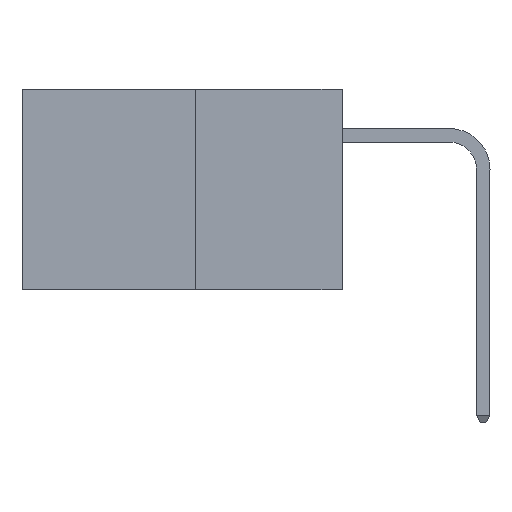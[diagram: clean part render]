
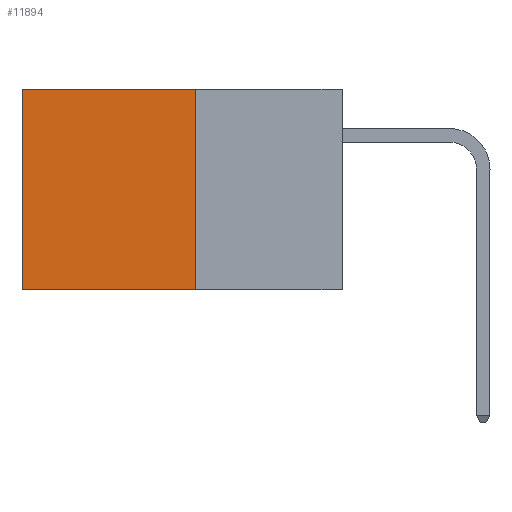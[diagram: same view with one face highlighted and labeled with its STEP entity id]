
A CAD part, left-side view. The second image highlights one B-rep face of the part: STEP entity #11894.
In plain terms, the highlighted planar face has unit normal (-1, 0, 0).
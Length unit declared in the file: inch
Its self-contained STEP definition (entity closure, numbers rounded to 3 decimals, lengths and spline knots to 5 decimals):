
#17 = VERTEX_POINT ( 'NONE', #455 ) ;
#455 = CARTESIAN_POINT ( 'NONE',  ( 0.277, 0.59, 0. ) ) ;
#1731 = ORIENTED_EDGE ( 'NONE', *, *, #3577, .F. ) ;
#1873 = AXIS2_PLACEMENT_3D ( 'NONE', #3548, #12681, #9938 ) ;
#1943 = VERTEX_POINT ( 'NONE', #7669 ) ;
#1987 = DIRECTION ( 'NONE',  ( 0., 0., -1. ) ) ;
#1992 = LINE ( 'NONE', #9957, #2416 ) ;
#2416 = VECTOR ( 'NONE', #1987, 39.37008 ) ;
#2915 = CARTESIAN_POINT ( 'NONE',  ( 0.277, 0.59, -0.37 ) ) ;
#2978 = CARTESIAN_POINT ( 'NONE',  ( 0.277, 0.27, 0. ) ) ;
#3040 = DIRECTION ( 'NONE',  ( 0., 1., 0. ) ) ;
#3291 = VERTEX_POINT ( 'NONE', #10467 ) ;
#3377 = FACE_OUTER_BOUND ( 'NONE', #14813, .T. ) ;
#3548 = CARTESIAN_POINT ( 'NONE',  ( 0.277, 0.27, -0.37 ) ) ;
#3577 = EDGE_CURVE ( 'NONE', #1943, #13845, #8499, .T. ) ;
#4105 = ORIENTED_EDGE ( 'NONE', *, *, #6472, .T. ) ;
#4275 = EDGE_CURVE ( 'NONE', #3291, #1943, #8277, .T. ) ;
#4306 = ORIENTED_EDGE ( 'NONE', *, *, #14717, .T. ) ;
#4664 = LINE ( 'NONE', #2978, #11589 ) ;
#6286 = ORIENTED_EDGE ( 'NONE', *, *, #4275, .F. ) ;
#6472 = EDGE_CURVE ( 'NONE', #3291, #17, #4664, .T. ) ;
#7669 = CARTESIAN_POINT ( 'NONE',  ( 0.277, 0.27, -0.37 ) ) ;
#8277 = LINE ( 'NONE', #8564, #12086 ) ;
#8499 = LINE ( 'NONE', #13531, #11488 ) ;
#8564 = CARTESIAN_POINT ( 'NONE',  ( 0.277, 0.27, -0.37 ) ) ;
#8673 = DIRECTION ( 'NONE',  ( 0., 0., -1. ) ) ;
#9938 = DIRECTION ( 'NONE',  ( 0., 0., -1. ) ) ;
#9957 = CARTESIAN_POINT ( 'NONE',  ( 0.277, 0.59, -0.37 ) ) ;
#10126 = PLANE ( 'NONE',  #1873 ) ;
#10467 = CARTESIAN_POINT ( 'NONE',  ( 0.277, 0.27, 0. ) ) ;
#11488 = VECTOR ( 'NONE', #16666, 39.37008 ) ;
#11589 = VECTOR ( 'NONE', #3040, 39.37008 ) ;
#11894 = ADVANCED_FACE ( 'NONE', ( #3377 ), #10126, .F. ) ;
#12086 = VECTOR ( 'NONE', #8673, 39.37008 ) ;
#12681 = DIRECTION ( 'NONE',  ( 1., 0., 0. ) ) ;
#13531 = CARTESIAN_POINT ( 'NONE',  ( 0.277, 0.27, -0.37 ) ) ;
#13845 = VERTEX_POINT ( 'NONE', #2915 ) ;
#14717 = EDGE_CURVE ( 'NONE', #17, #13845, #1992, .T. ) ;
#14813 = EDGE_LOOP ( 'NONE', ( #4306, #1731, #6286, #4105 ) ) ;
#16666 = DIRECTION ( 'NONE',  ( 0., 1., 0. ) ) ;
